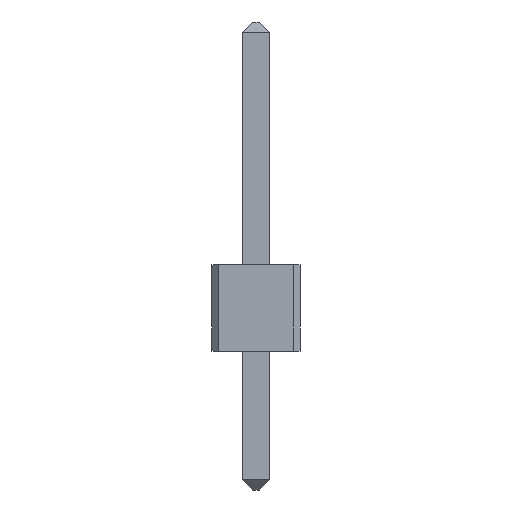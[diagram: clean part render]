
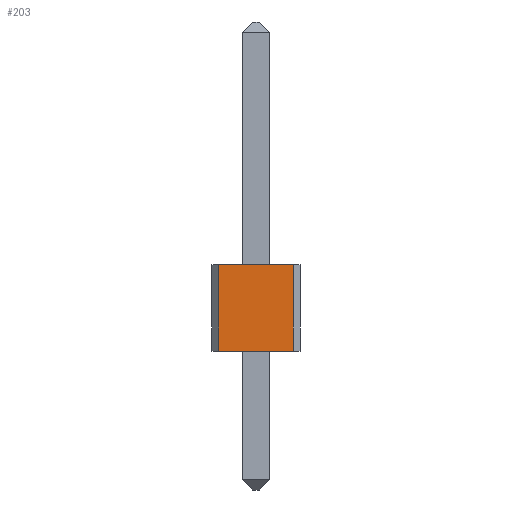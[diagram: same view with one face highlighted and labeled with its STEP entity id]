
A CAD part, front view. The second image highlights one B-rep face of the part: STEP entity #203.
In plain terms, the highlighted planar face has unit normal (0, -1, 0).
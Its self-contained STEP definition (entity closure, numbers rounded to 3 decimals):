
#203=ADVANCED_FACE('',(#343),#344,.F.);
#343=FACE_OUTER_BOUND('',#443,.T.);
#344=PLANE('',#444);
#443=EDGE_LOOP('',(#675,#676,#677,#678));
#444=AXIS2_PLACEMENT_3D('',#679,#680,#681);
#675=ORIENTED_EDGE('',*,*,#777,.F.);
#676=ORIENTED_EDGE('',*,*,#705,.T.);
#677=ORIENTED_EDGE('',*,*,#773,.T.);
#678=ORIENTED_EDGE('',*,*,#698,.T.);
#679=CARTESIAN_POINT('',(22.46,-1.27,15.139));
#680=DIRECTION('',(0.0,1.0,0.0));
#681=DIRECTION('',(0.0,0.0,1.0));
#698=EDGE_CURVE('',#796,#793,#797,.T.);
#705=EDGE_CURVE('',#803,#807,#809,.T.);
#773=EDGE_CURVE('',#807,#796,#905,.T.);
#777=EDGE_CURVE('',#803,#793,#909,.T.);
#793=VERTEX_POINT('',#929);
#796=VERTEX_POINT('',#933);
#797=LINE('',#934,#935);
#803=VERTEX_POINT('',#943);
#807=VERTEX_POINT('',#949);
#809=LINE('',#952,#953);
#905=LINE('',#1096,#1097);
#909=LINE('',#1103,#1104);
#929=CARTESIAN_POINT('',(24.8,-1.27,15.139));
#933=CARTESIAN_POINT('',(24.8,-1.27,12.639));
#934=CARTESIAN_POINT('',(24.8,-1.27,15.139));
#935=VECTOR('',#1116,1.0);
#943=CARTESIAN_POINT('',(22.66,-1.27,15.139));
#949=CARTESIAN_POINT('',(22.66,-1.27,12.639));
#952=CARTESIAN_POINT('',(22.66,-1.27,15.139));
#953=VECTOR('',#1122,1.0);
#1096=CARTESIAN_POINT('',(22.46,-1.27,12.639));
#1097=VECTOR('',#1170,1.0);
#1103=CARTESIAN_POINT('',(22.46,-1.27,15.139));
#1104=VECTOR('',#1173,1.0);
#1116=DIRECTION('',(0.0,0.0,1.0));
#1122=DIRECTION('',(0.0,0.0,-1.0));
#1170=DIRECTION('',(1.0,0.0,0.0));
#1173=DIRECTION('',(1.0,0.0,0.0));
